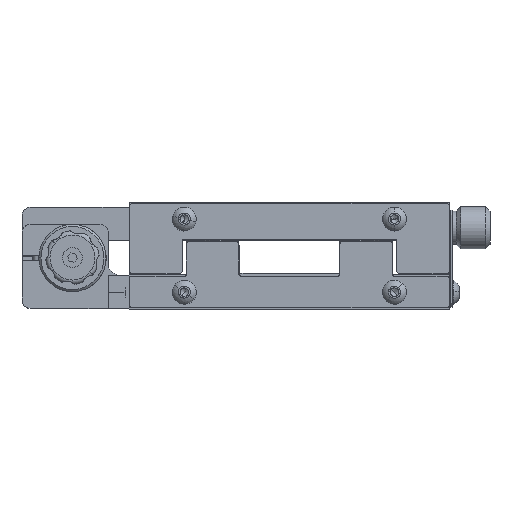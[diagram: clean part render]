
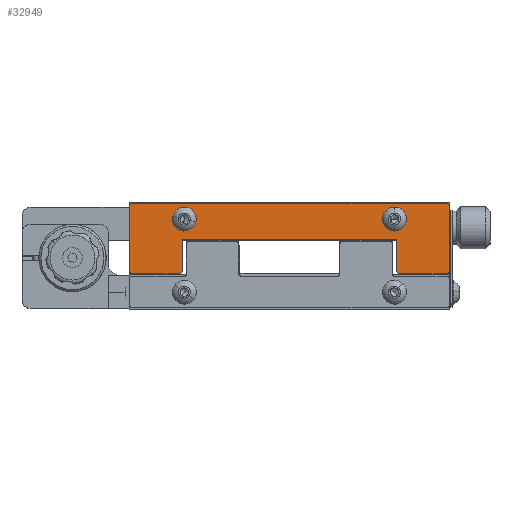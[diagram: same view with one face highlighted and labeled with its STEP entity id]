
A CAD part, top view. The second image highlights one B-rep face of the part: STEP entity #32949.
In plain terms, the highlighted planar face has unit normal (0, 0, 1).
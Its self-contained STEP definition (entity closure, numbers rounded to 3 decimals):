
#33 = VERTEX_POINT ( 'NONE', #26449 ) ;
#248 = EDGE_CURVE ( 'NONE', #12233, #38166, #18844, .T. ) ;
#892 = CARTESIAN_POINT ( 'NONE',  ( 25.5, 9., 50.8 ) ) ;
#907 = LINE ( 'NONE', #8296, #13821 ) ;
#993 = ORIENTED_EDGE ( 'NONE', *, *, #29898, .T. ) ;
#1027 = CARTESIAN_POINT ( 'NONE',  ( -25., 21.4, 50.8 ) ) ;
#1195 = CARTESIAN_POINT ( 'NONE',  ( 25.5, 9., 50.8 ) ) ;
#1333 = ORIENTED_EDGE ( 'NONE', *, *, #36973, .F. ) ;
#1792 = CARTESIAN_POINT ( 'NONE',  ( 27.25, 21.4, 50.8 ) ) ;
#2139 = EDGE_CURVE ( 'NONE', #19735, #30680, #19957, .T. ) ;
#2571 = VERTEX_POINT ( 'NONE', #37646 ) ;
#3254 = EDGE_CURVE ( 'NONE', #15193, #33, #39193, .T. ) ;
#3273 = PLANE ( 'NONE',  #11763 ) ;
#3692 = VERTEX_POINT ( 'NONE', #50513 ) ;
#3906 = EDGE_CURVE ( 'NONE', #42970, #3692, #53254, .T. ) ;
#4545 = VECTOR ( 'NONE', #22328, 1000. ) ;
#4560 = EDGE_CURVE ( 'NONE', #37568, #35610, #44898, .T. ) ;
#4966 = LINE ( 'NONE', #36588, #7716 ) ;
#5523 = DIRECTION ( 'NONE',  ( -0.707, 0.707, 0. ) ) ;
#6148 = CARTESIAN_POINT ( 'NONE',  ( -25., 21.4, 50.8 ) ) ;
#6186 = LINE ( 'NONE', #23599, #31280 ) ;
#7286 = CARTESIAN_POINT ( 'NONE',  ( -25.5, 8.5, 50.8 ) ) ;
#7716 = VECTOR ( 'NONE', #5523, 1000. ) ;
#7863 = LINE ( 'NONE', #24027, #35639 ) ;
#7982 = EDGE_LOOP ( 'NONE', ( #993, #46176 ) ) ;
#8065 = LINE ( 'NONE', #14964, #48660 ) ;
#8296 = CARTESIAN_POINT ( 'NONE',  ( 38., 25.2, 50.8 ) ) ;
#8377 = EDGE_CURVE ( 'NONE', #31873, #42520, #39350, .T. ) ;
#8675 = AXIS2_PLACEMENT_3D ( 'NONE', #6148, #44743, #32164 ) ;
#8787 = FACE_BOUND ( 'NONE', #7982, .T. ) ;
#9290 = VERTEX_POINT ( 'NONE', #23315 ) ;
#9545 = VERTEX_POINT ( 'NONE', #37682 ) ;
#9872 = ORIENTED_EDGE ( 'NONE', *, *, #248, .F. ) ;
#11316 = EDGE_LOOP ( 'NONE', ( #21273, #13421, #26605, #24276, #19277, #36152, #45287, #15806, #1333, #14902, #9872, #37390, #21768, #22254 ) ) ;
#11763 = AXIS2_PLACEMENT_3D ( 'NONE', #7286, #29061, #50742 ) ;
#12233 = VERTEX_POINT ( 'NONE', #37426 ) ;
#12848 = CARTESIAN_POINT ( 'NONE',  ( 25., 21.4, 50.8 ) ) ;
#13421 = ORIENTED_EDGE ( 'NONE', *, *, #3906, .T. ) ;
#13821 = VECTOR ( 'NONE', #38786, 1000. ) ;
#14902 = ORIENTED_EDGE ( 'NONE', *, *, #46094, .T. ) ;
#14964 = CARTESIAN_POINT ( 'NONE',  ( -38., 9., 50.8 ) ) ;
#15193 = VERTEX_POINT ( 'NONE', #35097 ) ;
#15691 = DIRECTION ( 'NONE',  ( -1., 0., 0. ) ) ;
#15732 = LINE ( 'NONE', #28804, #32744 ) ;
#15806 = ORIENTED_EDGE ( 'NONE', *, *, #46757, .T. ) ;
#15822 = CARTESIAN_POINT ( 'NONE',  ( -22.75, 21.4, 50.8 ) ) ;
#16057 = LINE ( 'NONE', #17261, #4545 ) ;
#16820 = VERTEX_POINT ( 'NONE', #50599 ) ;
#16873 = VECTOR ( 'NONE', #45901, 1000. ) ;
#17261 = CARTESIAN_POINT ( 'NONE',  ( 25.5, 16.5, 50.8 ) ) ;
#18844 = LINE ( 'NONE', #28534, #44558 ) ;
#19167 = DIRECTION ( 'NONE',  ( 0., 0., -1. ) ) ;
#19277 = ORIENTED_EDGE ( 'NONE', *, *, #39514, .F. ) ;
#19735 = VERTEX_POINT ( 'NONE', #15822 ) ;
#19957 = CIRCLE ( 'NONE', #46535, 2.25 ) ;
#20830 = CARTESIAN_POINT ( 'NONE',  ( 38., 9., 50.8 ) ) ;
#20856 = LINE ( 'NONE', #52848, #26939 ) ;
#21273 = ORIENTED_EDGE ( 'NONE', *, *, #31238, .F. ) ;
#21768 = ORIENTED_EDGE ( 'NONE', *, *, #32487, .F. ) ;
#22119 = DIRECTION ( 'NONE',  ( 1., 0., 0. ) ) ;
#22254 = ORIENTED_EDGE ( 'NONE', *, *, #3254, .F. ) ;
#22328 = DIRECTION ( 'NONE',  ( 0., 1., 0. ) ) ;
#22950 = DIRECTION ( 'NONE',  ( -0.707, -0.707, 0. ) ) ;
#23309 = DIRECTION ( 'NONE',  ( 1., 0., 0. ) ) ;
#23315 = CARTESIAN_POINT ( 'NONE',  ( -25.5, 9., 50.8 ) ) ;
#23358 = CARTESIAN_POINT ( 'NONE',  ( -38., 24.7, 50.8 ) ) ;
#23599 = CARTESIAN_POINT ( 'NONE',  ( -25.5, 16.5, 50.8 ) ) ;
#23697 = CIRCLE ( 'NONE', #8675, 2.25 ) ;
#23772 = DIRECTION ( 'NONE',  ( -1., 0., 0. ) ) ;
#24027 = CARTESIAN_POINT ( 'NONE',  ( 38., 8.5, 50.8 ) ) ;
#24146 = EDGE_LOOP ( 'NONE', ( #35529, #36741 ) ) ;
#24276 = ORIENTED_EDGE ( 'NONE', *, *, #50471, .T. ) ;
#24341 = CARTESIAN_POINT ( 'NONE',  ( -26., 8.5, 50.8 ) ) ;
#26449 = CARTESIAN_POINT ( 'NONE',  ( -25.5, 16.5, 50.8 ) ) ;
#26605 = ORIENTED_EDGE ( 'NONE', *, *, #47251, .F. ) ;
#26727 = AXIS2_PLACEMENT_3D ( 'NONE', #12848, #47105, #39005 ) ;
#26893 = VECTOR ( 'NONE', #48613, 1000. ) ;
#26939 = VECTOR ( 'NONE', #22950, 1000. ) ;
#28107 = CARTESIAN_POINT ( 'NONE',  ( 25., 21.4, 50.8 ) ) ;
#28199 = CARTESIAN_POINT ( 'NONE',  ( 37.5, 25.2, 50.8 ) ) ;
#28534 = CARTESIAN_POINT ( 'NONE',  ( -25.5, 8.5, 50.8 ) ) ;
#28804 = CARTESIAN_POINT ( 'NONE',  ( 37.5, 8.5, 50.8 ) ) ;
#29061 = DIRECTION ( 'NONE',  ( 0., 0., -1. ) ) ;
#29898 = EDGE_CURVE ( 'NONE', #30680, #19735, #23697, .T. ) ;
#30680 = VERTEX_POINT ( 'NONE', #38954 ) ;
#31238 = EDGE_CURVE ( 'NONE', #42970, #15193, #16057, .T. ) ;
#31280 = VECTOR ( 'NONE', #41079, 1000. ) ;
#31363 = CARTESIAN_POINT ( 'NONE',  ( -25.5, 16.5, 50.8 ) ) ;
#31873 = VERTEX_POINT ( 'NONE', #38399 ) ;
#32164 = DIRECTION ( 'NONE',  ( 1., 0., 0. ) ) ;
#32487 = EDGE_CURVE ( 'NONE', #33, #9290, #6186, .T. ) ;
#32744 = VECTOR ( 'NONE', #45982, 1000. ) ;
#32949 = ADVANCED_FACE ( 'NONE', ( #8787, #37283, #48749 ), #3273, .F. ) ;
#34639 = CARTESIAN_POINT ( 'NONE',  ( -38., 8.5, 50.8 ) ) ;
#34972 = EDGE_CURVE ( 'NONE', #35610, #37568, #52674, .T. ) ;
#35097 = CARTESIAN_POINT ( 'NONE',  ( 25.5, 16.5, 50.8 ) ) ;
#35279 = LINE ( 'NONE', #34639, #45358 ) ;
#35529 = ORIENTED_EDGE ( 'NONE', *, *, #4560, .T. ) ;
#35610 = VERTEX_POINT ( 'NONE', #1792 ) ;
#35639 = VECTOR ( 'NONE', #15691, 1000. ) ;
#36152 = ORIENTED_EDGE ( 'NONE', *, *, #46005, .T. ) ;
#36588 = CARTESIAN_POINT ( 'NONE',  ( 38., 24.7, 50.8 ) ) ;
#36741 = ORIENTED_EDGE ( 'NONE', *, *, #34972, .T. ) ;
#36973 = EDGE_CURVE ( 'NONE', #2571, #51967, #35279, .T. ) ;
#37283 = FACE_OUTER_BOUND ( 'NONE', #11316, .T. ) ;
#37390 = ORIENTED_EDGE ( 'NONE', *, *, #41581, .T. ) ;
#37426 = CARTESIAN_POINT ( 'NONE',  ( -26., 8.5, 50.8 ) ) ;
#37568 = VERTEX_POINT ( 'NONE', #42859 ) ;
#37646 = CARTESIAN_POINT ( 'NONE',  ( -38., 9., 50.8 ) ) ;
#37682 = CARTESIAN_POINT ( 'NONE',  ( 38., 24.7, 50.8 ) ) ;
#37848 = VECTOR ( 'NONE', #40021, 1000. ) ;
#37991 = VECTOR ( 'NONE', #22119, 1000. ) ;
#38166 = VERTEX_POINT ( 'NONE', #46889 ) ;
#38399 = CARTESIAN_POINT ( 'NONE',  ( -37.5, 25.2, 50.8 ) ) ;
#38786 = DIRECTION ( 'NONE',  ( 0., -1., 0. ) ) ;
#38954 = CARTESIAN_POINT ( 'NONE',  ( -27.25, 21.4, 50.8 ) ) ;
#39005 = DIRECTION ( 'NONE',  ( 1., 0., 0. ) ) ;
#39193 = LINE ( 'NONE', #31363, #37848 ) ;
#39350 = LINE ( 'NONE', #40149, #37991 ) ;
#39514 = EDGE_CURVE ( 'NONE', #9545, #40618, #907, .T. ) ;
#40021 = DIRECTION ( 'NONE',  ( -1., 0., 0. ) ) ;
#40149 = CARTESIAN_POINT ( 'NONE',  ( -38., 25.2, 50.8 ) ) ;
#40269 = DIRECTION ( 'NONE',  ( 0., 0., -1. ) ) ;
#40618 = VERTEX_POINT ( 'NONE', #20830 ) ;
#41079 = DIRECTION ( 'NONE',  ( 0., -1., 0. ) ) ;
#41581 = EDGE_CURVE ( 'NONE', #12233, #9290, #50038, .T. ) ;
#42520 = VERTEX_POINT ( 'NONE', #28199 ) ;
#42859 = CARTESIAN_POINT ( 'NONE',  ( 22.75, 21.4, 50.8 ) ) ;
#42970 = VERTEX_POINT ( 'NONE', #1195 ) ;
#43831 = DIRECTION ( 'NONE',  ( 0., 1., 0. ) ) ;
#44558 = VECTOR ( 'NONE', #23772, 1000. ) ;
#44743 = DIRECTION ( 'NONE',  ( 0., 0., -1. ) ) ;
#44898 = CIRCLE ( 'NONE', #26727, 2.25 ) ;
#45287 = ORIENTED_EDGE ( 'NONE', *, *, #8377, .F. ) ;
#45358 = VECTOR ( 'NONE', #43831, 1000. ) ;
#45623 = DIRECTION ( 'NONE',  ( 0.707, -0.707, 0. ) ) ;
#45901 = DIRECTION ( 'NONE',  ( 0.707, 0.707, 0. ) ) ;
#45982 = DIRECTION ( 'NONE',  ( 0.707, 0.707, 0. ) ) ;
#46005 = EDGE_CURVE ( 'NONE', #9545, #42520, #4966, .T. ) ;
#46094 = EDGE_CURVE ( 'NONE', #2571, #38166, #8065, .T. ) ;
#46176 = ORIENTED_EDGE ( 'NONE', *, *, #2139, .T. ) ;
#46535 = AXIS2_PLACEMENT_3D ( 'NONE', #1027, #40269, #48559 ) ;
#46757 = EDGE_CURVE ( 'NONE', #31873, #51967, #20856, .T. ) ;
#46889 = CARTESIAN_POINT ( 'NONE',  ( -37.5, 8.5, 50.8 ) ) ;
#47105 = DIRECTION ( 'NONE',  ( 0., 0., -1. ) ) ;
#47251 = EDGE_CURVE ( 'NONE', #16820, #3692, #7863, .T. ) ;
#48559 = DIRECTION ( 'NONE',  ( 1., 0., 0. ) ) ;
#48613 = DIRECTION ( 'NONE',  ( 0.707, -0.707, 0. ) ) ;
#48660 = VECTOR ( 'NONE', #45623, 1000. ) ;
#48749 = FACE_BOUND ( 'NONE', #24146, .T. ) ;
#49856 = AXIS2_PLACEMENT_3D ( 'NONE', #28107, #19167, #23309 ) ;
#50038 = LINE ( 'NONE', #24341, #16873 ) ;
#50471 = EDGE_CURVE ( 'NONE', #16820, #40618, #15732, .T. ) ;
#50513 = CARTESIAN_POINT ( 'NONE',  ( 26., 8.5, 50.8 ) ) ;
#50599 = CARTESIAN_POINT ( 'NONE',  ( 37.5, 8.5, 50.8 ) ) ;
#50742 = DIRECTION ( 'NONE',  ( 1., 0., 0. ) ) ;
#51967 = VERTEX_POINT ( 'NONE', #23358 ) ;
#52674 = CIRCLE ( 'NONE', #49856, 2.25 ) ;
#52848 = CARTESIAN_POINT ( 'NONE',  ( -37.5, 25.2, 50.8 ) ) ;
#53254 = LINE ( 'NONE', #892, #26893 ) ;
